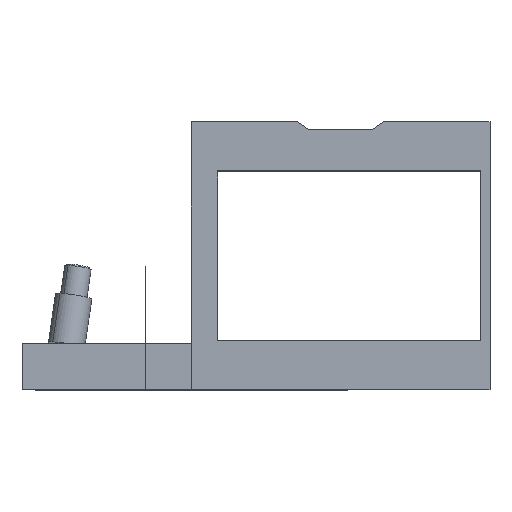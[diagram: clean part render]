
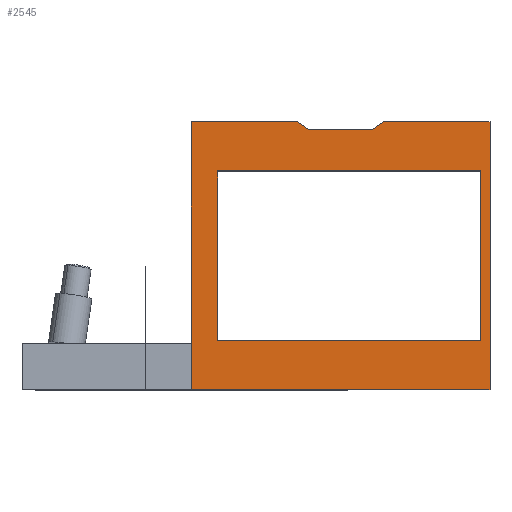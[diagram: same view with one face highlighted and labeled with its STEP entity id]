
A CAD part, top view. The second image highlights one B-rep face of the part: STEP entity #2545.
In plain terms, the highlighted planar face has unit normal (0, 0, 1).
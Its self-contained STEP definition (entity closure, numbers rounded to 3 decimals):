
#2277=DIRECTION('',(1.,0.,0.));
#2278=VECTOR('',#2277,34.5);
#2279=CARTESIAN_POINT('',(0.,87.,7.));
#2280=LINE('',#2279,#2278);
#2293=DIRECTION('',(-0.821,0.57,0.));
#2294=VECTOR('',#2293,4.383);
#2295=CARTESIAN_POINT('',(38.1,84.5,7.));
#2296=LINE('',#2295,#2294);
#2297=DIRECTION('',(1.,0.,0.));
#2298=VECTOR('',#2297,20.8);
#2299=CARTESIAN_POINT('',(38.1,84.5,7.));
#2300=LINE('',#2299,#2298);
#2301=DIRECTION('',(-0.821,-0.57,0.));
#2302=VECTOR('',#2301,4.383);
#2303=CARTESIAN_POINT('',(62.5,87.,7.));
#2304=LINE('',#2303,#2302);
#2305=DIRECTION('',(0.,1.,0.));
#2306=VECTOR('',#2305,87.);
#2307=CARTESIAN_POINT('',(97.,0.,7.));
#2308=LINE('',#2307,#2306);
#2309=DIRECTION('',(1.,0.,0.));
#2310=VECTOR('',#2309,97.);
#2311=CARTESIAN_POINT('',(0.,0.,7.));
#2312=LINE('',#2311,#2310);
#2313=DIRECTION('',(0.,-1.,0.));
#2314=VECTOR('',#2313,87.);
#2315=CARTESIAN_POINT('',(0.,87.,7.));
#2316=LINE('',#2315,#2314);
#2317=DIRECTION('',(0.,-1.,0.));
#2318=VECTOR('',#2317,55.);
#2319=CARTESIAN_POINT('',(94.,71.,7.));
#2320=LINE('',#2319,#2318);
#2321=DIRECTION('',(1.,0.,0.));
#2322=VECTOR('',#2321,85.5);
#2323=CARTESIAN_POINT('',(8.5,71.,7.));
#2324=LINE('',#2323,#2322);
#2325=DIRECTION('',(0.,1.,0.));
#2326=VECTOR('',#2325,55.);
#2327=CARTESIAN_POINT('',(8.5,16.,7.));
#2328=LINE('',#2327,#2326);
#2329=DIRECTION('',(-1.,0.,0.));
#2330=VECTOR('',#2329,85.5);
#2331=CARTESIAN_POINT('',(94.,16.,7.));
#2332=LINE('',#2331,#2330);
#2393=DIRECTION('',(1.,0.,0.));
#2394=VECTOR('',#2393,34.5);
#2395=CARTESIAN_POINT('',(62.5,87.,7.));
#2396=LINE('',#2395,#2394);
#2421=CARTESIAN_POINT('',(0.,87.,7.));
#2423=VERTEX_POINT('',#2421);
#2426=CARTESIAN_POINT('',(0.,0.,7.));
#2428=VERTEX_POINT('',#2426);
#2429=CARTESIAN_POINT('',(97.,0.,7.));
#2431=VERTEX_POINT('',#2429);
#2434=CARTESIAN_POINT('',(97.,87.,7.));
#2436=VERTEX_POINT('',#2434);
#2437=CARTESIAN_POINT('',(8.5,16.,7.));
#2438=CARTESIAN_POINT('',(8.5,71.,7.));
#2439=VERTEX_POINT('',#2437);
#2440=VERTEX_POINT('',#2438);
#2441=CARTESIAN_POINT('',(94.,16.,7.));
#2442=VERTEX_POINT('',#2441);
#2443=CARTESIAN_POINT('',(94.,71.,7.));
#2444=VERTEX_POINT('',#2443);
#2453=CARTESIAN_POINT('',(38.1,84.5,7.));
#2454=CARTESIAN_POINT('',(34.5,87.,7.));
#2455=VERTEX_POINT('',#2453);
#2456=VERTEX_POINT('',#2454);
#2457=CARTESIAN_POINT('',(62.5,87.,7.));
#2459=VERTEX_POINT('',#2457);
#2463=CARTESIAN_POINT('',(58.9,84.5,7.));
#2464=VERTEX_POINT('',#2463);
#2514=CARTESIAN_POINT('',(0.,0.,7.));
#2515=DIRECTION('',(0.,0.,1.));
#2516=DIRECTION('',(1.,0.,0.));
#2517=AXIS2_PLACEMENT_3D('',#2514,#2515,#2516);
#2518=PLANE('',#2517);
#2519=ORIENTED_EDGE('',*,*,#2497,.T.);
#2521=ORIENTED_EDGE('',*,*,#2520,.F.);
#2523=ORIENTED_EDGE('',*,*,#2522,.T.);
#2525=ORIENTED_EDGE('',*,*,#2524,.F.);
#2527=ORIENTED_EDGE('',*,*,#2526,.T.);
#2529=ORIENTED_EDGE('',*,*,#2528,.F.);
#2531=ORIENTED_EDGE('',*,*,#2530,.F.);
#2532=ORIENTED_EDGE('',*,*,#2476,.F.);
#2533=EDGE_LOOP('',(#2519,#2521,#2523,#2525,#2527,#2529,#2531,#2532));
#2534=FACE_OUTER_BOUND('',#2533,.F.);
#2536=ORIENTED_EDGE('',*,*,#2535,.F.);
#2538=ORIENTED_EDGE('',*,*,#2537,.F.);
#2540=ORIENTED_EDGE('',*,*,#2539,.F.);
#2542=ORIENTED_EDGE('',*,*,#2541,.F.);
#2543=EDGE_LOOP('',(#2536,#2538,#2540,#2542));
#2544=FACE_BOUND('',#2543,.F.);
#2476=EDGE_CURVE('',#2423,#2428,#2316,.T.);
#2497=EDGE_CURVE('',#2423,#2456,#2280,.T.);
#2520=EDGE_CURVE('',#2455,#2456,#2296,.T.);
#2522=EDGE_CURVE('',#2455,#2464,#2300,.T.);
#2524=EDGE_CURVE('',#2459,#2464,#2304,.T.);
#2526=EDGE_CURVE('',#2459,#2436,#2396,.T.);
#2528=EDGE_CURVE('',#2431,#2436,#2308,.T.);
#2530=EDGE_CURVE('',#2428,#2431,#2312,.T.);
#2535=EDGE_CURVE('',#2444,#2442,#2320,.T.);
#2537=EDGE_CURVE('',#2440,#2444,#2324,.T.);
#2539=EDGE_CURVE('',#2439,#2440,#2328,.T.);
#2541=EDGE_CURVE('',#2442,#2439,#2332,.T.);
#2545=ADVANCED_FACE('',(#2534,#2544),#2518,.T.);
